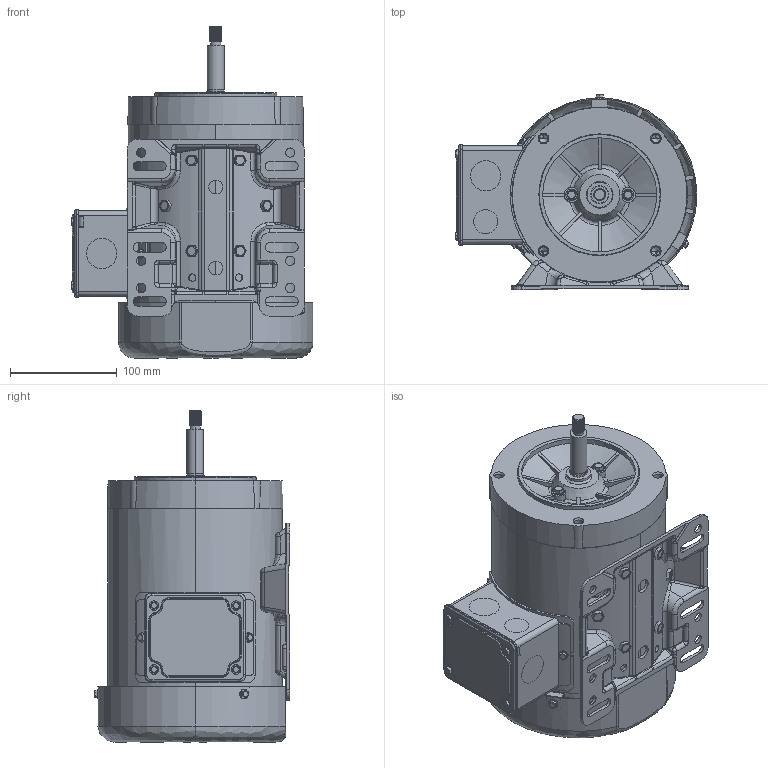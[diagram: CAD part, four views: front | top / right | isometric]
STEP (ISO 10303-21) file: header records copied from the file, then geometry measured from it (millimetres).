
FILE_DESCRIPTION (( 'STEP AP214' ), '1' );
FILE_NAME ('MTRJ-P33-3BD36J redcmb1 coord fxt.STEP', '2022-04-13T12:14:27', ( '' ), ( '' ), 'SwSTEP 2.0', 'SolidWorks 2021', '' );
FILE_SCHEMA (( 'AUTOMOTIVE_DESIGN' ));
Length unit declared in the file: inch
Products named in the file (1): MTRJ-P33-3BD36J redcmb1 coord fxt
Bounding box: 227.03 x 183.73 x 311.5 mm (x, y, z)
Volume: 757887.6 mm3; surface area: 575984.4 mm2
Topology: 29 solids, 29 shells, 2729 faces, 6905 edges, 4163 vertices
Faces by surface type: bspline 908, cylinder 899, plane 658, cone 264
Entity records: 121171 total; most frequent: CARTESIAN_POINT 62195, ORIENTED_EDGE 13522, DIRECTION 10529, EDGE_CURVE 6761, AXIS2_PLACEMENT_3D 4177, VERTEX_POINT 4163, EDGE_LOOP 2996, FACE_OUTER_BOUND 2729
